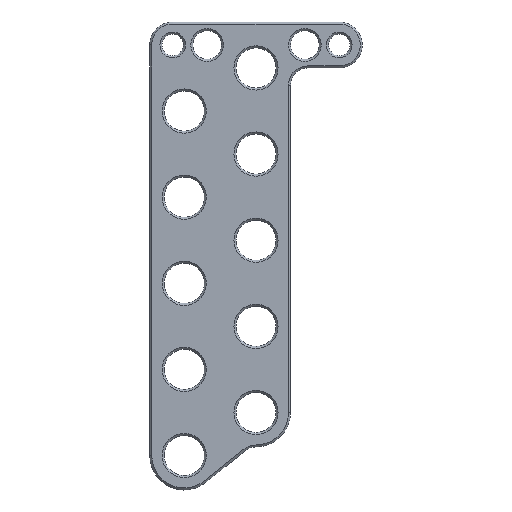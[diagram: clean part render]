
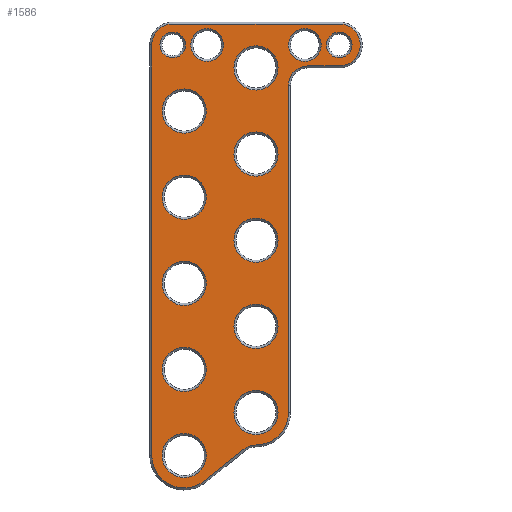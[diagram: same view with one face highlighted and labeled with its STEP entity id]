
A CAD part, front view. The second image highlights one B-rep face of the part: STEP entity #1586.
In plain terms, the highlighted planar face has unit normal (0, -1, 0).
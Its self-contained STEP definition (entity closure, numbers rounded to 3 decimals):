
#15=FACE_BOUND('',#237,.T.);
#16=FACE_BOUND('',#238,.T.);
#17=FACE_BOUND('',#239,.T.);
#18=FACE_BOUND('',#240,.T.);
#19=FACE_BOUND('',#241,.T.);
#20=FACE_BOUND('',#242,.T.);
#21=FACE_BOUND('',#243,.T.);
#22=FACE_BOUND('',#244,.T.);
#23=FACE_BOUND('',#245,.T.);
#24=FACE_BOUND('',#246,.T.);
#25=FACE_BOUND('',#247,.T.);
#26=FACE_BOUND('',#248,.T.);
#27=FACE_BOUND('',#249,.T.);
#28=FACE_BOUND('',#250,.T.);
#95=PLANE('',#1718);
#133=FACE_OUTER_BOUND('',#236,.T.);
#236=EDGE_LOOP('',(#1137,#1138,#1139,#1140,#1141,#1142,#1143,#1144,#1145,
#1146,#1147));
#237=EDGE_LOOP('',(#1148));
#238=EDGE_LOOP('',(#1149));
#239=EDGE_LOOP('',(#1150));
#240=EDGE_LOOP('',(#1151));
#241=EDGE_LOOP('',(#1152));
#242=EDGE_LOOP('',(#1153));
#243=EDGE_LOOP('',(#1154));
#244=EDGE_LOOP('',(#1155));
#245=EDGE_LOOP('',(#1156));
#246=EDGE_LOOP('',(#1157));
#247=EDGE_LOOP('',(#1158));
#248=EDGE_LOOP('',(#1159));
#249=EDGE_LOOP('',(#1160));
#250=EDGE_LOOP('',(#1161));
#362=CIRCLE('',#1687,5.65);
#364=CIRCLE('',#1691,3.35);
#366=CIRCLE('',#1695,3.65);
#368=CIRCLE('',#1699,3.65);
#370=CIRCLE('',#1703,5.65);
#372=CIRCLE('',#1707,3.35);
#377=CIRCLE('',#1719,3.85);
#378=CIRCLE('',#1720,3.85);
#379=CIRCLE('',#1721,3.85);
#380=CIRCLE('',#1722,3.85);
#381=CIRCLE('',#1723,3.85);
#382=CIRCLE('',#1724,2.85);
#383=CIRCLE('',#1725,2.85);
#384=CIRCLE('',#1726,2.225);
#385=CIRCLE('',#1727,3.85);
#386=CIRCLE('',#1728,2.225);
#387=CIRCLE('',#1729,3.85);
#388=CIRCLE('',#1730,3.85);
#389=CIRCLE('',#1731,3.85);
#390=CIRCLE('',#1732,3.85);
#485=LINE('',#2480,#594);
#489=LINE('',#2492,#598);
#493=LINE('',#2504,#602);
#497=LINE('',#2516,#606);
#501=LINE('',#2528,#610);
#594=VECTOR('',#1922,10.);
#598=VECTOR('',#1934,10.);
#602=VECTOR('',#1946,10.);
#606=VECTOR('',#1958,10.);
#610=VECTOR('',#1970,10.);
#701=VERTEX_POINT('',#2469);
#702=VERTEX_POINT('',#2471);
#705=VERTEX_POINT('',#2478);
#707=VERTEX_POINT('',#2484);
#709=VERTEX_POINT('',#2490);
#711=VERTEX_POINT('',#2496);
#713=VERTEX_POINT('',#2502);
#715=VERTEX_POINT('',#2508);
#717=VERTEX_POINT('',#2514);
#719=VERTEX_POINT('',#2520);
#721=VERTEX_POINT('',#2526);
#729=VERTEX_POINT('',#2560);
#730=VERTEX_POINT('',#2562);
#731=VERTEX_POINT('',#2564);
#732=VERTEX_POINT('',#2566);
#733=VERTEX_POINT('',#2568);
#734=VERTEX_POINT('',#2570);
#735=VERTEX_POINT('',#2572);
#736=VERTEX_POINT('',#2574);
#737=VERTEX_POINT('',#2576);
#738=VERTEX_POINT('',#2578);
#739=VERTEX_POINT('',#2580);
#740=VERTEX_POINT('',#2582);
#741=VERTEX_POINT('',#2584);
#742=VERTEX_POINT('',#2586);
#841=EDGE_CURVE('',#701,#702,#362,.T.);
#845=EDGE_CURVE('',#705,#701,#485,.T.);
#848=EDGE_CURVE('',#707,#705,#364,.T.);
#851=EDGE_CURVE('',#709,#707,#489,.T.);
#854=EDGE_CURVE('',#711,#709,#366,.T.);
#857=EDGE_CURVE('',#713,#711,#493,.T.);
#860=EDGE_CURVE('',#715,#713,#368,.T.);
#863=EDGE_CURVE('',#717,#715,#497,.T.);
#866=EDGE_CURVE('',#719,#717,#370,.T.);
#869=EDGE_CURVE('',#721,#719,#501,.T.);
#871=EDGE_CURVE('',#702,#721,#372,.T.);
#886=EDGE_CURVE('',#729,#729,#377,.T.);
#887=EDGE_CURVE('',#730,#730,#378,.T.);
#888=EDGE_CURVE('',#731,#731,#379,.T.);
#889=EDGE_CURVE('',#732,#732,#380,.T.);
#890=EDGE_CURVE('',#733,#733,#381,.T.);
#891=EDGE_CURVE('',#734,#734,#382,.T.);
#892=EDGE_CURVE('',#735,#735,#383,.T.);
#893=EDGE_CURVE('',#736,#736,#384,.T.);
#894=EDGE_CURVE('',#737,#737,#385,.T.);
#895=EDGE_CURVE('',#738,#738,#386,.T.);
#896=EDGE_CURVE('',#739,#739,#387,.T.);
#897=EDGE_CURVE('',#740,#740,#388,.T.);
#898=EDGE_CURVE('',#741,#741,#389,.T.);
#899=EDGE_CURVE('',#742,#742,#390,.T.);
#1137=ORIENTED_EDGE('',*,*,#841,.F.);
#1138=ORIENTED_EDGE('',*,*,#845,.F.);
#1139=ORIENTED_EDGE('',*,*,#848,.F.);
#1140=ORIENTED_EDGE('',*,*,#851,.F.);
#1141=ORIENTED_EDGE('',*,*,#854,.F.);
#1142=ORIENTED_EDGE('',*,*,#857,.F.);
#1143=ORIENTED_EDGE('',*,*,#860,.F.);
#1144=ORIENTED_EDGE('',*,*,#863,.F.);
#1145=ORIENTED_EDGE('',*,*,#866,.F.);
#1146=ORIENTED_EDGE('',*,*,#869,.F.);
#1147=ORIENTED_EDGE('',*,*,#871,.F.);
#1148=ORIENTED_EDGE('',*,*,#886,.F.);
#1149=ORIENTED_EDGE('',*,*,#887,.F.);
#1150=ORIENTED_EDGE('',*,*,#888,.F.);
#1151=ORIENTED_EDGE('',*,*,#889,.F.);
#1152=ORIENTED_EDGE('',*,*,#890,.F.);
#1153=ORIENTED_EDGE('',*,*,#891,.F.);
#1154=ORIENTED_EDGE('',*,*,#892,.F.);
#1155=ORIENTED_EDGE('',*,*,#893,.F.);
#1156=ORIENTED_EDGE('',*,*,#894,.F.);
#1157=ORIENTED_EDGE('',*,*,#895,.F.);
#1158=ORIENTED_EDGE('',*,*,#896,.F.);
#1159=ORIENTED_EDGE('',*,*,#897,.F.);
#1160=ORIENTED_EDGE('',*,*,#898,.F.);
#1161=ORIENTED_EDGE('',*,*,#899,.F.);
#1586=ADVANCED_FACE('',(#133,#15,#16,#17,#18,#19,#20,#21,#22,#23,#24,#25,
#26,#27,#28),#95,.F.);
#1687=AXIS2_PLACEMENT_3D('',#2472,#1914,#1915);
#1691=AXIS2_PLACEMENT_3D('',#2486,#1927,#1928);
#1695=AXIS2_PLACEMENT_3D('',#2498,#1939,#1940);
#1699=AXIS2_PLACEMENT_3D('',#2510,#1951,#1952);
#1703=AXIS2_PLACEMENT_3D('',#2522,#1963,#1964);
#1707=AXIS2_PLACEMENT_3D('',#2531,#1974,#1975);
#1718=AXIS2_PLACEMENT_3D('',#2559,#2006,#2007);
#1719=AXIS2_PLACEMENT_3D('',#2561,#2008,#2009);
#1720=AXIS2_PLACEMENT_3D('',#2563,#2010,#2011);
#1721=AXIS2_PLACEMENT_3D('',#2565,#2012,#2013);
#1722=AXIS2_PLACEMENT_3D('',#2567,#2014,#2015);
#1723=AXIS2_PLACEMENT_3D('',#2569,#2016,#2017);
#1724=AXIS2_PLACEMENT_3D('',#2571,#2018,#2019);
#1725=AXIS2_PLACEMENT_3D('',#2573,#2020,#2021);
#1726=AXIS2_PLACEMENT_3D('',#2575,#2022,#2023);
#1727=AXIS2_PLACEMENT_3D('',#2577,#2024,#2025);
#1728=AXIS2_PLACEMENT_3D('',#2579,#2026,#2027);
#1729=AXIS2_PLACEMENT_3D('',#2581,#2028,#2029);
#1730=AXIS2_PLACEMENT_3D('',#2583,#2030,#2031);
#1731=AXIS2_PLACEMENT_3D('',#2585,#2032,#2033);
#1732=AXIS2_PLACEMENT_3D('',#2587,#2034,#2035);
#1914=DIRECTION('center_axis',(0.,1.,0.));
#1915=DIRECTION('ref_axis',(1.,0.,0.));
#1922=DIRECTION('',(0.,0.,-1.));
#1927=DIRECTION('center_axis',(0.,-1.,0.));
#1928=DIRECTION('ref_axis',(-1.,0.,0.));
#1934=DIRECTION('',(-1.,0.,0.));
#1939=DIRECTION('center_axis',(0.,1.,0.));
#1940=DIRECTION('ref_axis',(0.,0.,1.));
#1946=DIRECTION('',(1.,0.,0.));
#1951=DIRECTION('center_axis',(0.,1.,0.));
#1952=DIRECTION('ref_axis',(-1.,0.,0.));
#1958=DIRECTION('',(0.,0.,1.));
#1963=DIRECTION('center_axis',(0.,1.,0.));
#1964=DIRECTION('ref_axis',(0.626,0.,-0.779));
#1970=DIRECTION('',(-0.779,0.,-0.626));
#1974=DIRECTION('center_axis',(0.,-1.,0.));
#1975=DIRECTION('ref_axis',(-0.626,0.,0.779));
#2006=DIRECTION('center_axis',(0.,1.,0.));
#2007=DIRECTION('ref_axis',(1.,0.,0.));
#2008=DIRECTION('center_axis',(0.,-1.,0.));
#2009=DIRECTION('ref_axis',(0.,0.,1.));
#2010=DIRECTION('center_axis',(0.,-1.,0.));
#2011=DIRECTION('ref_axis',(0.,0.,1.));
#2012=DIRECTION('center_axis',(0.,-1.,0.));
#2013=DIRECTION('ref_axis',(0.,0.,1.));
#2014=DIRECTION('center_axis',(0.,-1.,0.));
#2015=DIRECTION('ref_axis',(0.,0.,1.));
#2016=DIRECTION('center_axis',(0.,-1.,0.));
#2017=DIRECTION('ref_axis',(0.,0.,1.));
#2018=DIRECTION('center_axis',(0.,-1.,0.));
#2019=DIRECTION('ref_axis',(0.,0.,1.));
#2020=DIRECTION('center_axis',(0.,-1.,0.));
#2021=DIRECTION('ref_axis',(0.,0.,1.));
#2022=DIRECTION('center_axis',(0.,-1.,0.));
#2023=DIRECTION('ref_axis',(0.,0.,1.));
#2024=DIRECTION('center_axis',(0.,-1.,0.));
#2025=DIRECTION('ref_axis',(0.,0.,1.));
#2026=DIRECTION('center_axis',(0.,-1.,0.));
#2027=DIRECTION('ref_axis',(0.,0.,1.));
#2028=DIRECTION('center_axis',(0.,-1.,0.));
#2029=DIRECTION('ref_axis',(0.,0.,1.));
#2030=DIRECTION('center_axis',(0.,-1.,0.));
#2031=DIRECTION('ref_axis',(0.,0.,1.));
#2032=DIRECTION('center_axis',(0.,-1.,0.));
#2033=DIRECTION('ref_axis',(0.,0.,1.));
#2034=DIRECTION('center_axis',(0.,-1.,0.));
#2035=DIRECTION('ref_axis',(0.,0.,1.));
#2469=CARTESIAN_POINT('',(24.15,-2.8,-68.));
#2471=CARTESIAN_POINT('',(18.5,-2.8,-73.65));
#2472=CARTESIAN_POINT('Origin',(18.5,-2.8,-68.));
#2478=CARTESIAN_POINT('',(24.15,-2.8,-11.));
#2480=CARTESIAN_POINT('',(24.15,-2.8,-54.375));
#2484=CARTESIAN_POINT('',(27.5,-2.8,-7.65));
#2486=CARTESIAN_POINT('Origin',(27.5,-2.8,-11.));
#2490=CARTESIAN_POINT('',(33.,-2.8,-7.65));
#2492=CARTESIAN_POINT('',(23.,-2.8,-7.65));
#2496=CARTESIAN_POINT('',(33.,-2.8,-0.35));
#2498=CARTESIAN_POINT('Origin',(33.,-2.8,-4.));
#2502=CARTESIAN_POINT('',(4.,-2.8,-0.35));
#2504=CARTESIAN_POINT('',(25.75,-2.8,-0.35));
#2508=CARTESIAN_POINT('',(0.35,-2.8,-4.));
#2510=CARTESIAN_POINT('Origin',(4.,-2.8,-4.));
#2514=CARTESIAN_POINT('',(0.35,-2.8,-75.5));
#2516=CARTESIAN_POINT('',(0.35,-2.8,-22.375));
#2520=CARTESIAN_POINT('',(9.54,-2.8,-79.904));
#2522=CARTESIAN_POINT('Origin',(6.,-2.8,-75.5));
#2526=CARTESIAN_POINT('',(16.401,-2.8,-74.389));
#2528=CARTESIAN_POINT('',(21.821,-2.8,-70.033));
#2531=CARTESIAN_POINT('Origin',(18.5,-2.8,-77.));
#2559=CARTESIAN_POINT('Origin',(18.5,-2.8,-40.75));
#2560=CARTESIAN_POINT('',(18.5,-2.8,-71.85));
#2561=CARTESIAN_POINT('Origin',(18.5,-2.8,-68.));
#2562=CARTESIAN_POINT('',(6.,-2.8,-64.35));
#2563=CARTESIAN_POINT('Origin',(6.,-2.8,-60.5));
#2564=CARTESIAN_POINT('',(6.,-2.8,-49.35));
#2565=CARTESIAN_POINT('Origin',(6.,-2.8,-45.5));
#2566=CARTESIAN_POINT('',(6.,-2.8,-34.35));
#2567=CARTESIAN_POINT('Origin',(6.,-2.8,-30.5));
#2568=CARTESIAN_POINT('',(6.,-2.8,-19.35));
#2569=CARTESIAN_POINT('Origin',(6.,-2.8,-15.5));
#2570=CARTESIAN_POINT('',(10.,-2.8,-6.85));
#2571=CARTESIAN_POINT('Origin',(10.,-2.8,-4.));
#2572=CARTESIAN_POINT('',(27.,-2.8,-6.85));
#2573=CARTESIAN_POINT('Origin',(27.,-2.8,-4.));
#2574=CARTESIAN_POINT('',(33.,-2.8,-6.225));
#2575=CARTESIAN_POINT('Origin',(33.,-2.8,-4.));
#2576=CARTESIAN_POINT('',(18.5,-2.8,-11.85));
#2577=CARTESIAN_POINT('Origin',(18.5,-2.8,-8.));
#2578=CARTESIAN_POINT('',(4.,-2.8,-6.225));
#2579=CARTESIAN_POINT('Origin',(4.,-2.8,-4.));
#2580=CARTESIAN_POINT('',(18.5,-2.8,-26.85));
#2581=CARTESIAN_POINT('Origin',(18.5,-2.8,-23.));
#2582=CARTESIAN_POINT('',(18.5,-2.8,-41.85));
#2583=CARTESIAN_POINT('Origin',(18.5,-2.8,-38.));
#2584=CARTESIAN_POINT('',(18.5,-2.8,-56.85));
#2585=CARTESIAN_POINT('Origin',(18.5,-2.8,-53.));
#2586=CARTESIAN_POINT('',(6.,-2.8,-79.35));
#2587=CARTESIAN_POINT('Origin',(6.,-2.8,-75.5));
